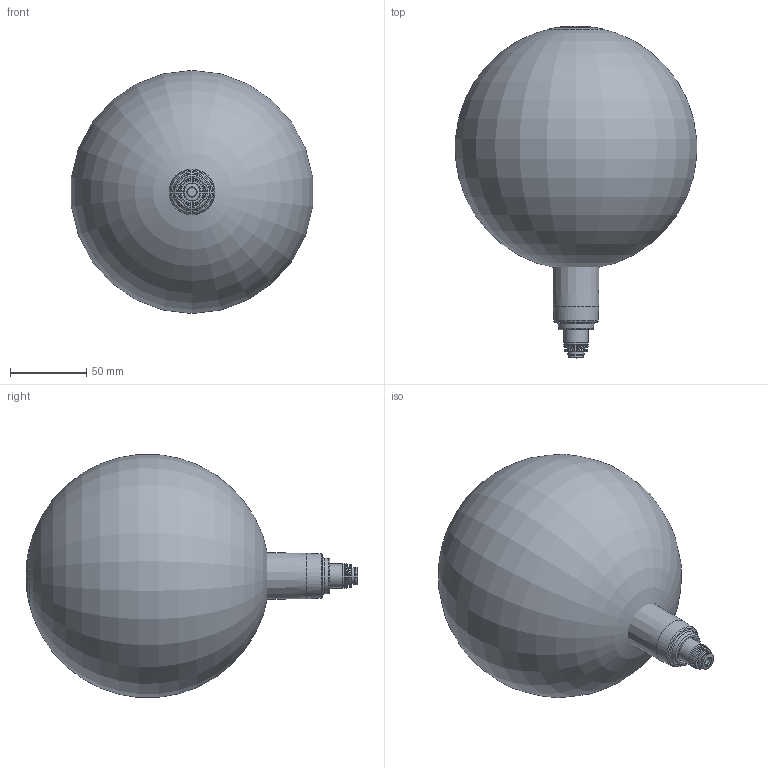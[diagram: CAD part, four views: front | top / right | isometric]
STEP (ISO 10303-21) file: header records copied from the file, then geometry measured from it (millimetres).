
FILE_DESCRIPTION(/* description */ ('STEP AP214'),/* implementation_level */ '2;1');
FILE_NAME(/* name */ '8098263_MS4-LFR-1_4-D6-C-P-VC-A8-B',/* time_stamp */ '2024-09-09T17:21:23+02:00',/* author */ ('License CC BY-ND 4.0'),/* organization */ ('CADENAS'),/* preprocessor_version */ 'ST-DEVELOPER v19.3',/* originating_system */ 'PARTsolutions',/* authorisation */ ' ');
FILE_SCHEMA (('AUTOMOTIVE_DESIGN {1 0 10303 214 3 1 1}'));
Length unit declared in the file: millimetre
Products named in the file (1): 8098263 MS4-LFR-1/4-D6-C-P-VC-A8-B---(high)
Bounding box: 158.4 x 217.98 x 159.56 mm (x, y, z)
Volume: 1917039.6 mm3; surface area: 115506.2 mm2
Topology: 1 solids, 1 shells, 461 faces, 1213 edges, 791 vertices
Faces by surface type: plane 223, cylinder 181, torus 39, cone 18
Full cylindrical faces by diameter (mm): 6 x5, 8.566 x1, 8.72 x1, 11 x1, 11.4 x1, 11.445 x2, 11.6 x1, 11.8 x1, 15 x1, 15.8 x1, 27.9 x1
Entity records: 17360 total; most frequent: CARTESIAN_POINT 2774, DIRECTION 2404, ORIENTED_EDGE 2304, EDGE_CURVE 1152, AXIS2_PLACEMENT_3D 903, VERTEX_POINT 786, LINE 598, VECTOR 598
